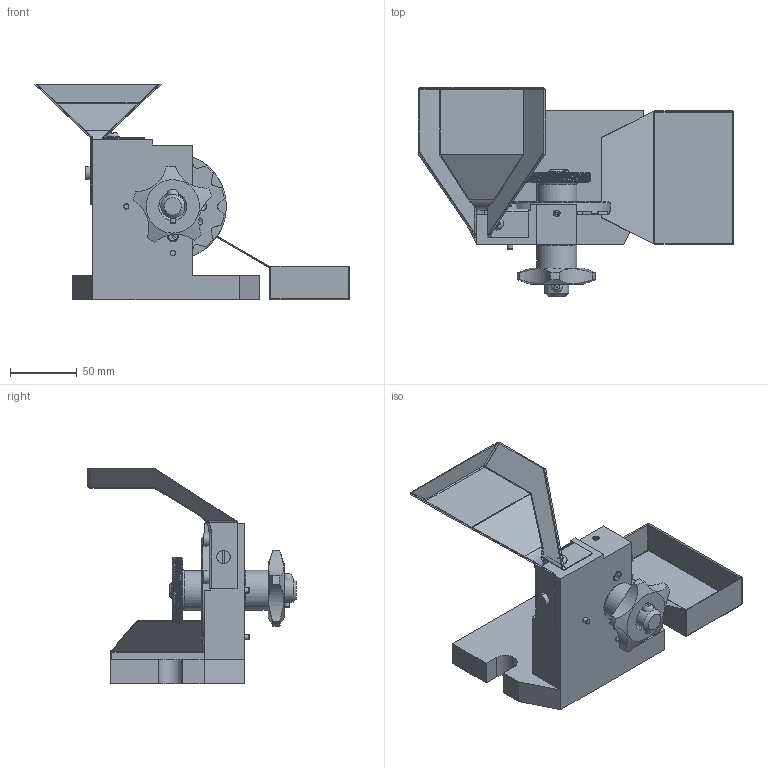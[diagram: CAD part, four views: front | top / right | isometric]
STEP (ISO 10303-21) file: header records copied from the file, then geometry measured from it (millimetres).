
FILE_DESCRIPTION(('STEP AP203'), '1');
FILE_NAME('08.00 - Êîíäóêòîð ñ áóíêåðíîé çàãðóçêîé äåòàëåé', '', ('UNSPECIFIED'), ('UNSPECIFIED'), 'ASCON STEP Converter 1.6', 'ASCON Math Kernel', '');
FILE_SCHEMA(('CONFIG_CONTROL_DESIGN'));
Length unit declared in the file: millimetre
Products named in the file (16): 08.1218; 08.0819; 08.0320; 21; 08.0222; 08.1023; 08.0724; 08.1125; 26; 27; 08.0428; 29; 08.01.0030; 31; 32
Assembly tree (22 placements, depth 2):
  (unnamed)
    08.1218
    08.0819
    08.0320
    21  x3
    08.0222
    08.1023
    08.0724
    08.1125
    26
    27  x2
    08.0428  x2
    29  x2
    08.01.0030
    31  x3
    32
Bounding box: 236.3 x 156.5 x 161.6 mm (x, y, z)
Volume: 554622.9 mm3; surface area: 166438.9 mm2
Topology: 22 solids, 22 shells, 980 faces, 2692 edges, 1749 vertices
Faces by surface type: bspline 440, cylinder 236, plane 204, cone 64, torus 21, sphere 15
Full cylindrical faces by diameter (mm): 1.6 x1, 4 x8, 5 x3, 5.188 x4, 6 x4, 6.5 x4, 6.7 x2, 8 x2, 10 x4, 10.5 x1, 12 x1, 14 x1, 16 x1, 18 x2, 20 x2, 30 x2, 80 x1
Entity records: 54853 total; most frequent: CARTESIAN_POINT 26166, ORIENTED_EDGE 4928, DIRECTION 2870, EDGE_CURVE 2464, VERTEX_POINT 1649, B_SPLINE_CURVE_WITH_KNOTS 1141, AXIS2_PLACEMENT_3D 1061, EDGE_LOOP 1057
